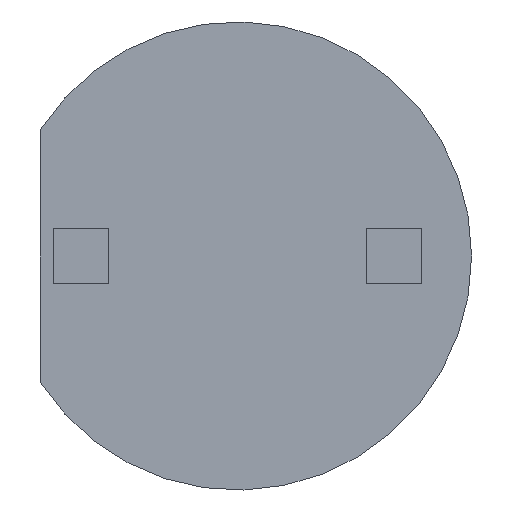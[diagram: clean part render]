
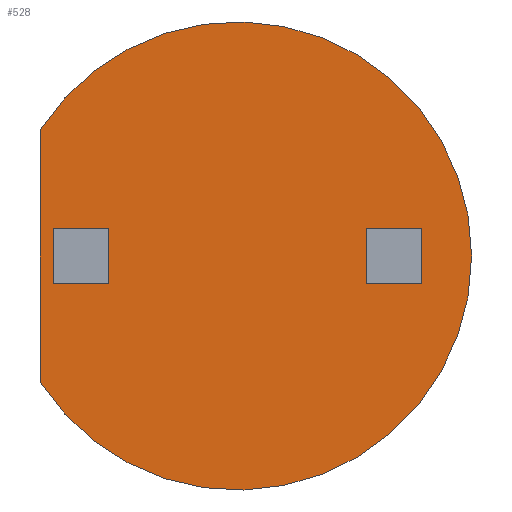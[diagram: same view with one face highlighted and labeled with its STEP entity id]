
A CAD part, front view. The second image highlights one B-rep face of the part: STEP entity #528.
In plain terms, the highlighted planar face has unit normal (0, -1, 0).
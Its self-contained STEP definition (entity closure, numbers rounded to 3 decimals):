
#247 = CARTESIAN_POINT ( 'NONE',  ( -1.6, 1.2, -1.025 ) ) ;
#254 = VECTOR ( 'NONE', #1455, 1000. ) ;
#274 = FACE_OUTER_BOUND ( 'NONE', #463, .T. ) ;
#375 = DIRECTION ( 'NONE',  ( -1., 0., 0. ) ) ;
#463 = EDGE_LOOP ( 'NONE', ( #769, #826 ) ) ;
#494 = EDGE_CURVE ( 'NONE', #1180, #1430, #614, .T. ) ;
#528 = ADVANCED_FACE ( 'NONE', ( #274 ), #1426, .T. ) ;
#589 = AXIS2_PLACEMENT_3D ( 'NONE', #973, #1188, #375 ) ;
#612 = EDGE_CURVE ( 'NONE', #1180, #1430, #876, .T. ) ;
#614 = CIRCLE ( 'NONE', #1445, 1.9 ) ;
#658 = CARTESIAN_POINT ( 'NONE',  ( -1.6, 1.2, 1.025 ) ) ;
#769 = ORIENTED_EDGE ( 'NONE', *, *, #612, .F. ) ;
#797 = CARTESIAN_POINT ( 'NONE',  ( -1.6, 1.2, 1.025 ) ) ;
#826 = ORIENTED_EDGE ( 'NONE', *, *, #494, .T. ) ;
#876 = LINE ( 'NONE', #658, #254 ) ;
#973 = CARTESIAN_POINT ( 'NONE',  ( 0., 1.2, 0. ) ) ;
#1064 = DIRECTION ( 'NONE',  ( 0., -1., 0. ) ) ;
#1180 = VERTEX_POINT ( 'NONE', #247 ) ;
#1188 = DIRECTION ( 'NONE',  ( 0., -1., 0. ) ) ;
#1315 = CARTESIAN_POINT ( 'NONE',  ( 0., 1.2, 0. ) ) ;
#1417 = DIRECTION ( 'NONE',  ( -1., 0., 0. ) ) ;
#1426 = PLANE ( 'NONE',  #589 ) ;
#1430 = VERTEX_POINT ( 'NONE', #797 ) ;
#1445 = AXIS2_PLACEMENT_3D ( 'NONE', #1315, #1064, #1417 ) ;
#1455 = DIRECTION ( 'NONE',  ( 0., 0., 1. ) ) ;
